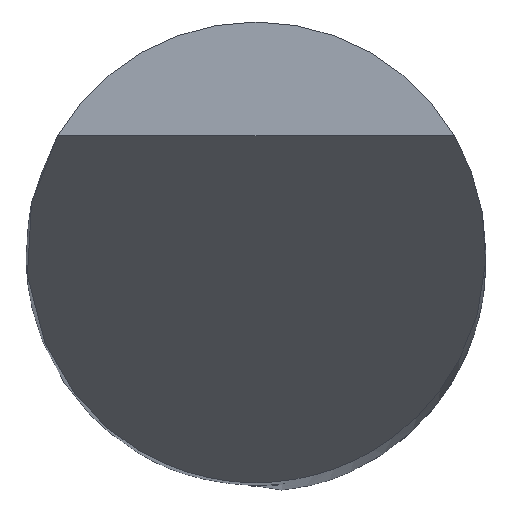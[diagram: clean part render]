
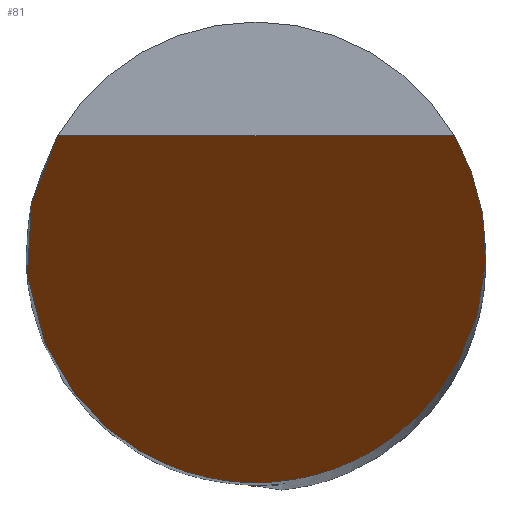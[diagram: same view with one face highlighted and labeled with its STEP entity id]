
A CAD part, top view. The second image highlights one B-rep face of the part: STEP entity #81.
In plain terms, the highlighted planar face has unit normal (0, -0.866, 0.5).
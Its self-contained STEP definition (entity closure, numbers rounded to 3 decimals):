
#46=PLANE('',#666);
#81=ADVANCED_FACE('',(#123),#46,.F.);
#123=FACE_OUTER_BOUND('',#156,.T.);
#156=EDGE_LOOP('',(#307,#308,#309));
#190=LINE('',#1159,#212);
#212=VECTOR('',#740,1.);
#307=ORIENTED_EDGE('',*,*,#495,.T.);
#308=ORIENTED_EDGE('',*,*,#479,.T.);
#309=ORIENTED_EDGE('',*,*,#521,.T.);
#419=VERTEX_POINT('',#890);
#420=VERTEX_POINT('',#895);
#433=VERTEX_POINT('',#990);
#479=EDGE_CURVE('',#420,#419,#604,.T.);
#495=EDGE_CURVE('',#433,#420,#607,.T.);
#521=EDGE_CURVE('',#419,#433,#190,.T.);
#604=(
BOUNDED_CURVE()
B_SPLINE_CURVE(3,(#891,#892,#893,#894),.UNSPECIFIED.,.F.,.F.)
B_SPLINE_CURVE_WITH_KNOTS((4,4),(0.,1.),.UNSPECIFIED.)
CURVE()
GEOMETRIC_REPRESENTATION_ITEM()
RATIONAL_B_SPLINE_CURVE((1.,0.665,0.665,1.))
REPRESENTATION_ITEM('')
);
#607=(
BOUNDED_CURVE()
B_SPLINE_CURVE(3,(#986,#987,#988,#989),.UNSPECIFIED.,.F.,.F.)
B_SPLINE_CURVE_WITH_KNOTS((4,4),(0.,1.),.UNSPECIFIED.)
CURVE()
GEOMETRIC_REPRESENTATION_ITEM()
RATIONAL_B_SPLINE_CURVE((1.,0.665,0.665,1.))
REPRESENTATION_ITEM('')
);
#666=AXIS2_PLACEMENT_3D('',#1161,#743,#744);
#740=DIRECTION('',(-1.,0.,0.));
#743=DIRECTION('',(0.,0.866,-0.5));
#744=DIRECTION('',(0.,0.5,0.866));
#890=CARTESIAN_POINT('',(1.726,1.01,1.75));
#891=CARTESIAN_POINT('',(0.,-2.,-3.464));
#892=CARTESIAN_POINT('',(1.74,-2.,-3.464));
#893=CARTESIAN_POINT('',(2.605,-0.491,-0.85));
#894=CARTESIAN_POINT('',(1.726,1.01,1.75));
#895=CARTESIAN_POINT('',(0.,-2.,-3.464));
#986=CARTESIAN_POINT('',(-1.726,1.01,1.75));
#987=CARTESIAN_POINT('',(-2.605,-0.491,-0.85));
#988=CARTESIAN_POINT('',(-1.74,-2.,-3.464));
#989=CARTESIAN_POINT('',(0.,-2.,-3.464));
#990=CARTESIAN_POINT('',(-1.726,1.01,1.75));
#1159=CARTESIAN_POINT('',(0.,1.01,1.75));
#1161=CARTESIAN_POINT('',(2.,-2.,-3.464));
